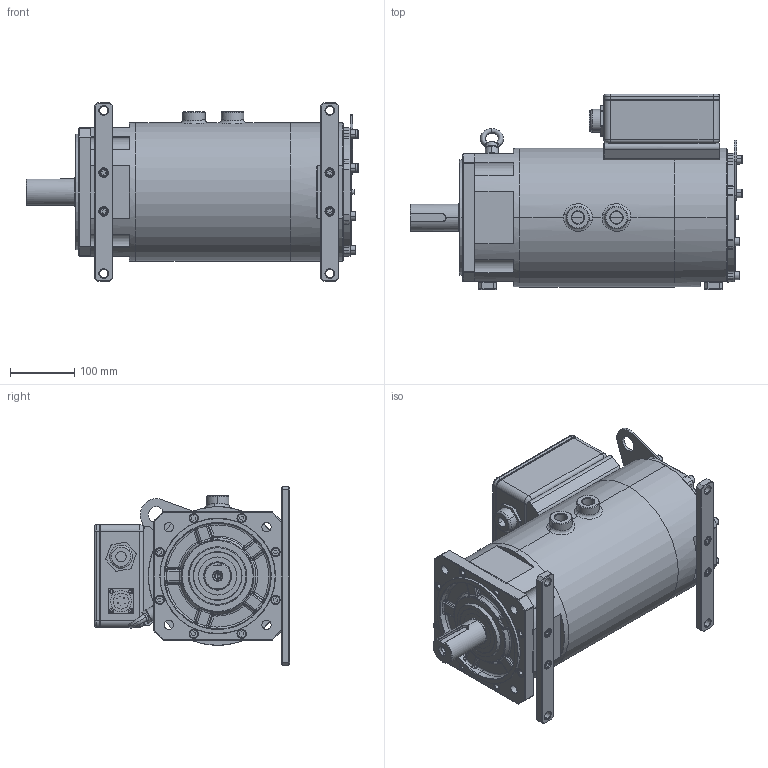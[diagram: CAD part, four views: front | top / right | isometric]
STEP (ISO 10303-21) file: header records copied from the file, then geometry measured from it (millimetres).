
FILE_DESCRIPTION (( 'STEP AP203' ), '1' );
FILE_NAME ('MS6G-200TH17B2-421P0-Y.STEP', '2025-03-17T03:21:43', ( '' ), ( '' ), 'SwSTEP 2.0', 'SolidWorks 2022', '' );
FILE_SCHEMA (( 'CONFIG_CONTROL_DESIGN' ));
Length unit declared in the file: millimetre
Products named in the file (1): MS6G-200TH17B2-421P0-Y
Bounding box: 517 x 304 x 278 mm (x, y, z)
Volume: 18888052.7 mm3; surface area: 1135692 mm2
Topology: 60 solids, 60 shells, 2048 faces, 4639 edges, 2797 vertices
Faces by surface type: plane 700, cylinder 517, cone 430, torus 206, bspline 171, sphere 24
Entity records: 70149 total; most frequent: CARTESIAN_POINT 25015, DIRECTION 9530, ORIENTED_EDGE 9162, EDGE_CURVE 4581, AXIS2_PLACEMENT_3D 3758, VERTEX_POINT 2797, EDGE_LOOP 2276, FACE_OUTER_BOUND 2048
